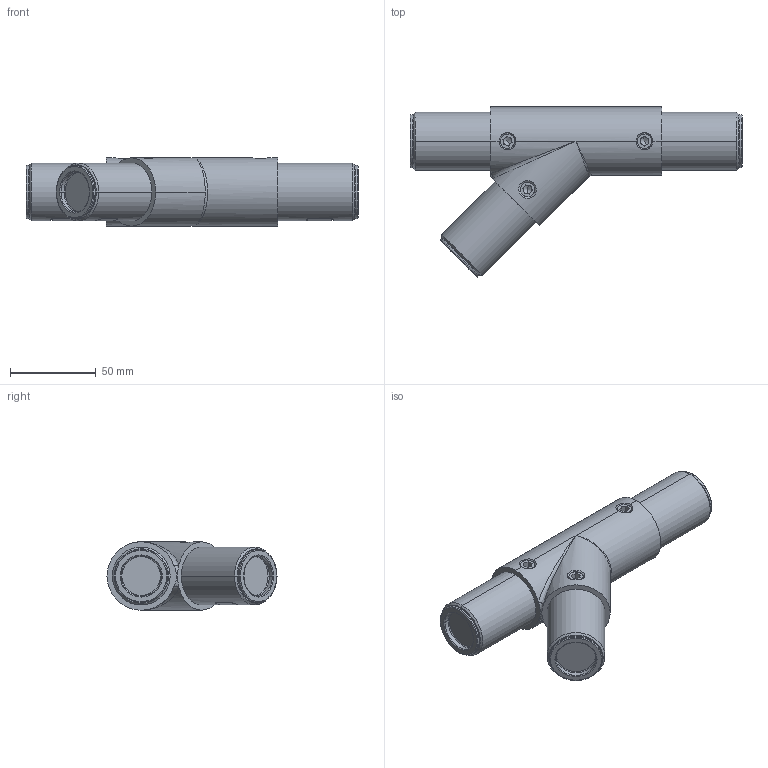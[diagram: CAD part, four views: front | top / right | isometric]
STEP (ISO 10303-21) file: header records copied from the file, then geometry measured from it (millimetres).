
FILE_DESCRIPTION (( 'STEP AP203' ), '1' );
FILE_NAME ('SPS.JC40.A45Y.L.STEP', '2014-05-20T05:54:50', ( 'USER' ), ( 'Microsoft' ), 'SwSTEP 2.0', 'SolidWorks 2012', '' );
FILE_SCHEMA (( 'CONFIG_CONTROL_DESIGN' ));
Length unit declared in the file: millimetre
Products named in the file (8): 賑裝粟銅蚾饜2; 賑輸; hex socket set screws with cone point gb_GB_FASTENER_SCREWS_HSCP M10X16-C; 諶裔; SPS.JC40.A45Y.L; 賑裝-2; 粟銅; 45僅Y倛諉芛ㄗ酘ㄘ
Assembly tree (15 placements, depth 3):
  SPS.JC40.A45Y.L
    45僅Y倛諉芛ㄗ酘ㄘ
    賑裝粟銅蚾饜2  x3
      賑裝-2
      粟銅
    賑輸  x3
    hex socket set screws with cone point gb_GB_FASTENER_SCREWS_HSCP M10X16-C  x3
    諶裔  x3
Bounding box: 194 x 99.34 x 40 mm (x, y, z)
Volume: 248309.1 mm3; surface area: 69345.5 mm2
Topology: 16 solids, 16 shells, 400 faces, 947 edges, 572 vertices
Faces by surface type: plane 174, cylinder 111, cone 66, torus 33, bspline 16
Entity records: 13611 total; most frequent: CARTESIAN_POINT 7942, ORIENTED_EDGE 978, DIRECTION 954, EDGE_CURVE 489, AXIS2_PLACEMENT_3D 360, VERTEX_POINT 304, LINE 234, VECTOR 234
